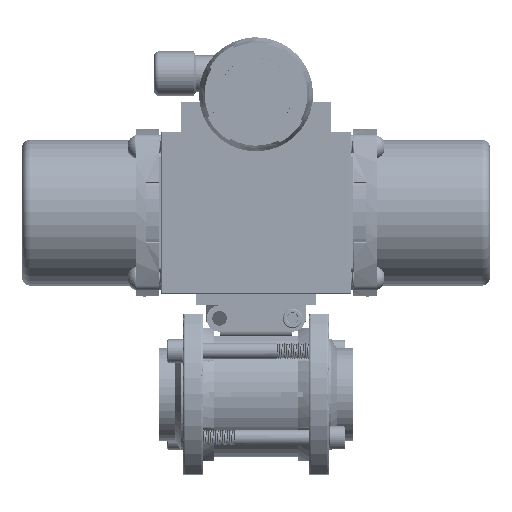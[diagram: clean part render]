
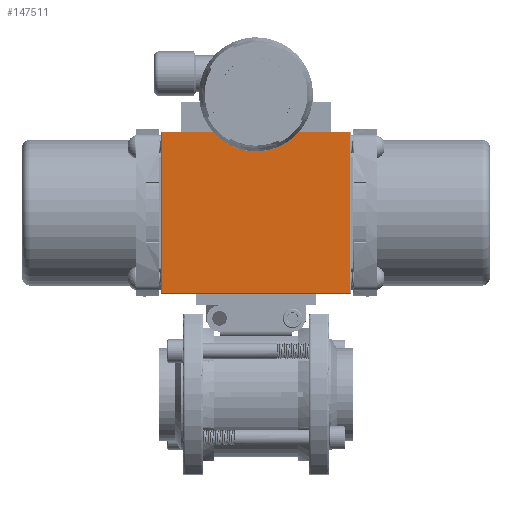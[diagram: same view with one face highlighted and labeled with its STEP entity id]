
A CAD part, top view. The second image highlights one B-rep face of the part: STEP entity #147511.
In plain terms, the highlighted planar face has unit normal (0, 0, 1).
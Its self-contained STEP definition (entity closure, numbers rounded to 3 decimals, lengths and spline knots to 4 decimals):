
#1115 = CARTESIAN_POINT ( 'NONE',  ( 2.253, 6.303, 1.55 ) ) ;
#6118 = DIRECTION ( 'NONE',  ( 0., -1., 0. ) ) ;
#9526 = AXIS2_PLACEMENT_3D ( 'NONE', #203665, #113857, #6118 ) ;
#9648 = VECTOR ( 'NONE', #13402, 39.3701 ) ;
#13402 = DIRECTION ( 'NONE',  ( 0., -1., 0. ) ) ;
#14730 = CARTESIAN_POINT ( 'NONE',  ( -2.253, 2.423, 1.55 ) ) ;
#15081 = DIRECTION ( 'NONE',  ( 1., 0., 0. ) ) ;
#16866 = FACE_OUTER_BOUND ( 'NONE', #149043, .T. ) ;
#19591 = LINE ( 'NONE', #212393, #25298 ) ;
#25298 = VECTOR ( 'NONE', #86349, 39.3701 ) ;
#25607 = VECTOR ( 'NONE', #126949, 39.3701 ) ;
#38426 = ORIENTED_EDGE ( 'NONE', *, *, #223836, .T. ) ;
#43419 = EDGE_CURVE ( 'NONE', #110248, #102168, #203682, .T. ) ;
#47449 = CARTESIAN_POINT ( 'NONE',  ( -2.253, 6.283, 1.55 ) ) ;
#57803 = ORIENTED_EDGE ( 'NONE', *, *, #123706, .T. ) ;
#59590 = PLANE ( 'NONE',  #9526 ) ;
#63383 = CARTESIAN_POINT ( 'NONE',  ( 2.253, 6.283, 1.55 ) ) ;
#65330 = VERTEX_POINT ( 'NONE', #63383 ) ;
#86349 = DIRECTION ( 'NONE',  ( -1., 0., 0. ) ) ;
#93080 = ORIENTED_EDGE ( 'NONE', *, *, #143428, .T. ) ;
#98029 = VERTEX_POINT ( 'NONE', #231551 ) ;
#101972 = LINE ( 'NONE', #230761, #192147 ) ;
#102168 = VERTEX_POINT ( 'NONE', #14730 ) ;
#104026 = ORIENTED_EDGE ( 'NONE', *, *, #43419, .T. ) ;
#110248 = VERTEX_POINT ( 'NONE', #47449 ) ;
#113857 = DIRECTION ( 'NONE',  ( 0., 0., -1. ) ) ;
#123706 = EDGE_CURVE ( 'NONE', #98029, #65330, #163559, .T. ) ;
#126949 = DIRECTION ( 'NONE',  ( 0., 1., 0. ) ) ;
#143428 = EDGE_CURVE ( 'NONE', #102168, #98029, #101972, .T. ) ;
#147511 = ADVANCED_FACE ( 'NONE', ( #16866 ), #59590, .F. ) ;
#149043 = EDGE_LOOP ( 'NONE', ( #57803, #38426, #104026, #93080 ) ) ;
#163559 = LINE ( 'NONE', #1115, #25607 ) ;
#175552 = CARTESIAN_POINT ( 'NONE',  ( -2.253, 2.403, 1.55 ) ) ;
#192147 = VECTOR ( 'NONE', #15081, 39.3701 ) ;
#203665 = CARTESIAN_POINT ( 'NONE',  ( -2.273, 6.303, 1.55 ) ) ;
#203682 = LINE ( 'NONE', #175552, #9648 ) ;
#212393 = CARTESIAN_POINT ( 'NONE',  ( -2.273, 6.283, 1.55 ) ) ;
#223836 = EDGE_CURVE ( 'NONE', #65330, #110248, #19591, .T. ) ;
#230761 = CARTESIAN_POINT ( 'NONE',  ( -2.273, 2.423, 1.55 ) ) ;
#231551 = CARTESIAN_POINT ( 'NONE',  ( 2.253, 2.423, 1.55 ) ) ;
